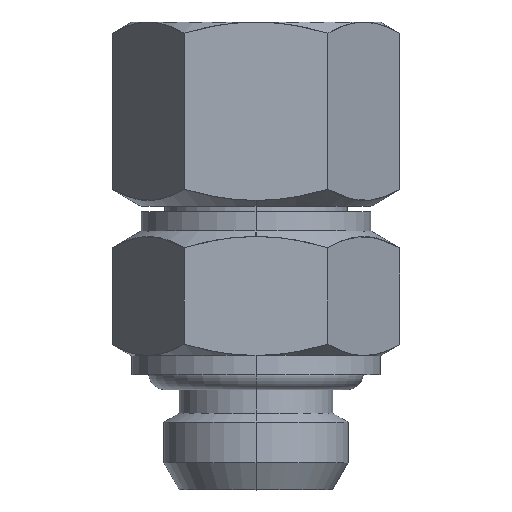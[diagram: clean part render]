
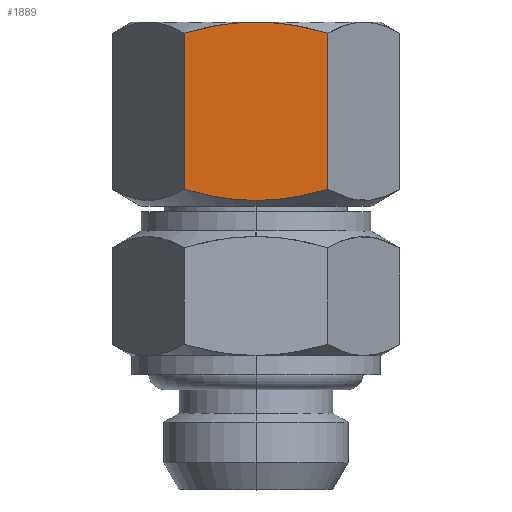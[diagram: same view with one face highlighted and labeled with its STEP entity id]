
A CAD part, top view. The second image highlights one B-rep face of the part: STEP entity #1889.
In plain terms, the highlighted planar face has unit normal (0, 0, 1).
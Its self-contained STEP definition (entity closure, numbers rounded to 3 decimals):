
#44=PLANE('',#4329);
#101=B_SPLINE_CURVE_WITH_KNOTS('',3,(#6389,#6390,#6391,#6392,#6393,#6394),
 .UNSPECIFIED.,.F.,.F.,(4,1,1,4),(0.,0.389,0.611,
1.),.UNSPECIFIED.);
#102=B_SPLINE_CURVE_WITH_KNOTS('',3,(#6395,#6396,#6397,#6398,#6399,#6400),
 .UNSPECIFIED.,.F.,.F.,(4,1,1,4),(0.,0.389,0.611,
1.),.UNSPECIFIED.);
#103=B_SPLINE_CURVE_WITH_KNOTS('',3,(#6402,#6403,#6404,#6405,#6406,#6407),
 .UNSPECIFIED.,.F.,.F.,(4,1,1,4),(0.,0.389,0.611,
1.),.UNSPECIFIED.);
#104=B_SPLINE_CURVE_WITH_KNOTS('',3,(#6408,#6409,#6410,#6411,#6412,#6413),
 .UNSPECIFIED.,.F.,.F.,(4,1,1,4),(0.,0.389,0.611,
1.),.UNSPECIFIED.);
#1385=FACE_OUTER_BOUND('',#1469,.F.);
#1469=EDGE_LOOP('',(#1672,#1673,#1674,#1675,#1676,#1677));
#1672=ORIENTED_EDGE('',*,*,#2476,.F.);
#1673=ORIENTED_EDGE('',*,*,#2477,.F.);
#1674=ORIENTED_EDGE('',*,*,#2478,.F.);
#1675=ORIENTED_EDGE('',*,*,#2479,.F.);
#1676=ORIENTED_EDGE('',*,*,#2480,.F.);
#1677=ORIENTED_EDGE('',*,*,#2481,.F.);
#1889=ADVANCED_FACE('',(#1385),#44,.T.);
#2167=LINE('',#6401,#2267);
#2168=LINE('',#6414,#2268);
#2267=VECTOR('',#5055,8.15);
#2268=VECTOR('',#5056,8.15);
#2476=EDGE_CURVE('',#2817,#2816,#101,.T.);
#2477=EDGE_CURVE('',#2815,#2817,#102,.T.);
#2478=EDGE_CURVE('',#2814,#2815,#2167,.T.);
#2479=EDGE_CURVE('',#2813,#2814,#103,.T.);
#2480=EDGE_CURVE('',#2812,#2813,#104,.T.);
#2481=EDGE_CURVE('',#2816,#2812,#2168,.T.);
#2812=VERTEX_POINT('',#6383);
#2813=VERTEX_POINT('',#6384);
#2814=VERTEX_POINT('',#6385);
#2815=VERTEX_POINT('',#6386);
#2816=VERTEX_POINT('',#6387);
#2817=VERTEX_POINT('',#6388);
#4329=AXIS2_PLACEMENT_3D('',#6415,#5057,#5058);
#5055=DIRECTION('',(0.,1.,0.));
#5056=DIRECTION('',(0.,-1.,0.));
#5057=DIRECTION('',(0.,0.,1.));
#5058=DIRECTION('',(1.,0.,0.));
#6383=CARTESIAN_POINT('',(-3.753,7.269,6.5));
#6384=CARTESIAN_POINT('',(0.,6.689,6.5));
#6385=CARTESIAN_POINT('',(3.753,7.269,6.5));
#6386=CARTESIAN_POINT('',(3.753,15.419,6.5));
#6387=CARTESIAN_POINT('',(-3.753,15.419,6.5));
#6388=CARTESIAN_POINT('',(0.,16.,6.5));
#6389=CARTESIAN_POINT('',(0.,16.,6.5));
#6390=CARTESIAN_POINT('',(-0.494,16.,6.5));
#6391=CARTESIAN_POINT('',(-1.27,15.948,6.5));
#6392=CARTESIAN_POINT('',(-2.524,15.743,6.5));
#6393=CARTESIAN_POINT('',(-3.278,15.556,6.5));
#6394=CARTESIAN_POINT('',(-3.753,15.419,6.5));
#6395=CARTESIAN_POINT('',(3.753,15.419,6.5));
#6396=CARTESIAN_POINT('',(3.278,15.556,6.5));
#6397=CARTESIAN_POINT('',(2.524,15.743,6.5));
#6398=CARTESIAN_POINT('',(1.27,15.948,6.5));
#6399=CARTESIAN_POINT('',(0.494,16.,6.5));
#6400=CARTESIAN_POINT('',(0.,16.,6.5));
#6401=CARTESIAN_POINT('',(3.753,7.269,6.5));
#6402=CARTESIAN_POINT('',(0.,6.689,6.5));
#6403=CARTESIAN_POINT('',(0.494,6.688,6.5));
#6404=CARTESIAN_POINT('',(1.27,6.741,6.5));
#6405=CARTESIAN_POINT('',(2.524,6.946,6.5));
#6406=CARTESIAN_POINT('',(3.278,7.132,6.5));
#6407=CARTESIAN_POINT('',(3.753,7.269,6.5));
#6408=CARTESIAN_POINT('',(-3.753,7.269,6.5));
#6409=CARTESIAN_POINT('',(-3.278,7.132,6.5));
#6410=CARTESIAN_POINT('',(-2.524,6.946,6.5));
#6411=CARTESIAN_POINT('',(-1.27,6.741,6.5));
#6412=CARTESIAN_POINT('',(-0.494,6.688,6.5));
#6413=CARTESIAN_POINT('',(0.,6.689,6.5));
#6414=CARTESIAN_POINT('',(-3.753,15.419,6.5));
#6415=CARTESIAN_POINT('',(-4.218,6.223,6.5));
